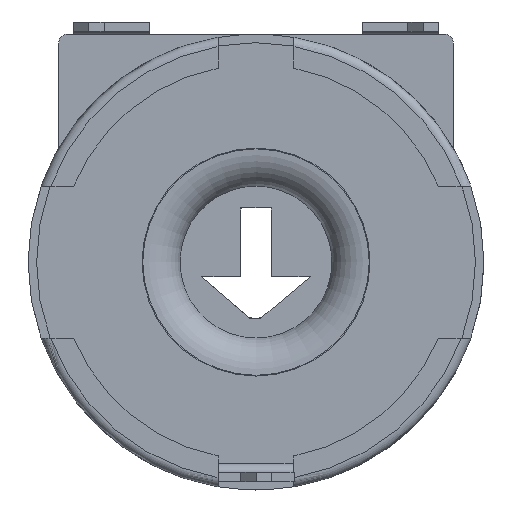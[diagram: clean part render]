
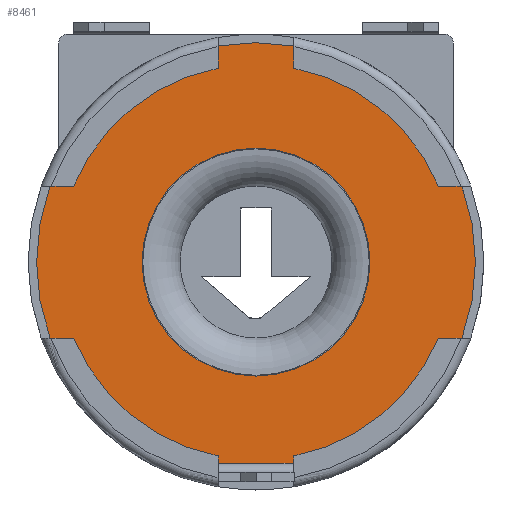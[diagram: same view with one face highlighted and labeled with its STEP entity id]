
A CAD part, front view. The second image highlights one B-rep face of the part: STEP entity #8461.
In plain terms, the highlighted face is planar.
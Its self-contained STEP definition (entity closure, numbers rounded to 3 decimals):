
#7964=CARTESIAN_POINT('',(1.245,-7.112,-4.3));
#7965=VERTEX_POINT('',#7964);
#8030=CARTESIAN_POINT('',(1.245,-6.62,-4.3));
#8031=VERTEX_POINT('',#8030);
#8039=CARTESIAN_POINT('',(1.245,-7.112,-4.3));
#8040=DIRECTION('',(0.0,1.0,0.0));
#8041=VECTOR('',#8040,0.492);
#8042=LINE('',#8039,#8041);
#8043=EDGE_CURVE('',#7965,#8031,#8042,.T.);
#8148=CARTESIAN_POINT('',(-1.255,-7.111,-4.3));
#8149=VERTEX_POINT('',#8148);
#8188=CARTESIAN_POINT('',(-1.255,-6.62,-4.3));
#8189=VERTEX_POINT('',#8188);
#8197=CARTESIAN_POINT('',(-1.255,-6.62,-4.3));
#8198=DIRECTION('',(1.0,0.0,0.0));
#8199=VECTOR('',#8198,2.5);
#8200=LINE('',#8197,#8199);
#8201=EDGE_CURVE('',#8189,#8031,#8200,.T.);
#8378=CARTESIAN_POINT('',(-1.255,-6.62,-4.3));
#8379=DIRECTION('',(0.0,-1.0,0.0));
#8380=VECTOR('',#8379,0.49);
#8381=LINE('',#8378,#8380);
#8382=EDGE_CURVE('',#8189,#8149,#8381,.T.);
#8407=CARTESIAN_POINT('',(-3.0,0.0,-4.3));
#8408=VERTEX_POINT('',#8407);
#8409=CARTESIAN_POINT('',(0.0,0.0,-4.3));
#8410=DIRECTION('',(0.0,0.0,1.0));
#8411=DIRECTION('',(-1.0,0.0,0.0));
#8412=AXIS2_PLACEMENT_3D('',#8409,#8410,#8411);
#8413=CIRCLE('',#8412,3.0);
#8414=EDGE_CURVE('',#8408,#8408,#8413,.T.);
#8424=CARTESIAN_POINT('',(0.0,0.0,-4.3));
#8425=DIRECTION('',(0.0,0.0,-1.0));
#8426=DIRECTION('',(1.0,0.0,0.0));
#8427=AXIS2_PLACEMENT_3D('',#8424,#8425,#8426);
#8428=CIRCLE('',#8427,7.22);
#8429=EDGE_CURVE('',#8149,#7965,#8428,.T.);
#8447=CARTESIAN_POINT('',(0.,0.,-4.3));
#8448=DIRECTION('',(0.0,0.0,1.0));
#8449=DIRECTION('',(1.0,0.0,0.0));
#8450=AXIS2_PLACEMENT_3D('',#8447,#8448,#8449);
#8451=PLANE('',#8450);
#8452=ORIENTED_EDGE('',*,*,#8382,.T.);
#8453=ORIENTED_EDGE('',*,*,#8429,.T.);
#8454=ORIENTED_EDGE('',*,*,#8043,.T.);
#8455=ORIENTED_EDGE('',*,*,#8201,.F.);
#8456=EDGE_LOOP('',(#8452,#8453,#8454,#8455));
#8457=FACE_OUTER_BOUND('',#8456,.T.);
#8458=ORIENTED_EDGE('',*,*,#8414,.T.);
#8459=EDGE_LOOP('',(#8458));
#8460=FACE_BOUND('',#8459,.T.);
#8461=ADVANCED_FACE('',(#8457,#8460),#8451,.F.);
